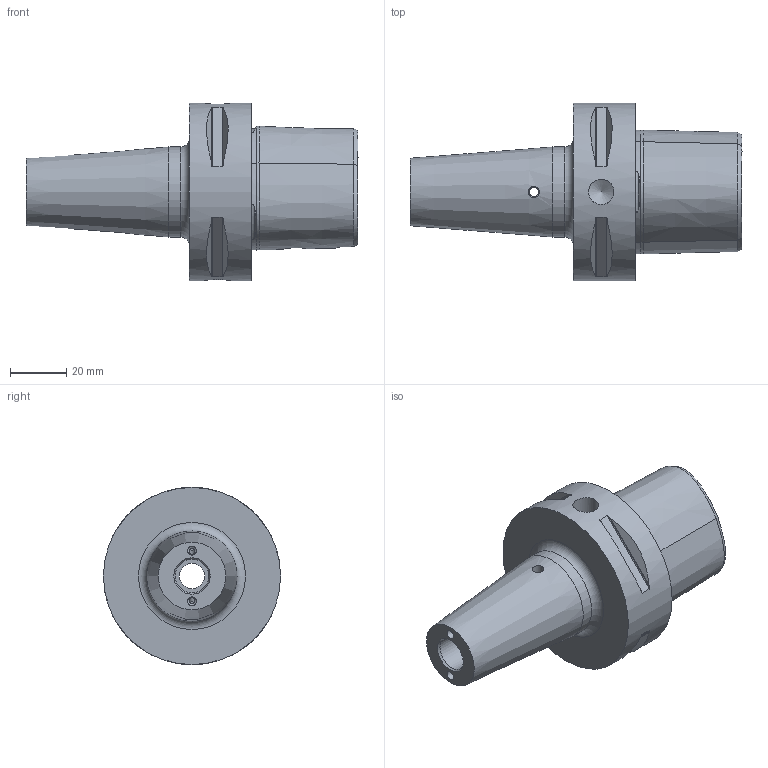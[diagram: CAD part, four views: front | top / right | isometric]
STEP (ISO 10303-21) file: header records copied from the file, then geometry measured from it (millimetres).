
FILE_DESCRIPTION(/* description */ (''),/* implementation_level */ '2;1');
FILE_NAME(/* name */ '06_12_36.stp',/* time_stamp */ '2023-01-25T11:20:20+01:00',/* author */ ('cad'),/* organization */ (''),/* preprocessor_version */ 'ST-DEVELOPER v18.1',/* originating_system */ 'Autodesk Inventor 2021',/* authorisation */ '');
FILE_SCHEMA (('AUTOMOTIVE_DESIGN { 1 0 10303 214 3 1 1 }'));
Length unit declared in the file: millimetre
Products named in the file (1): 06_12_36
Bounding box: 118 x 63 x 63 mm (x, y, z)
Volume: 124428.9 mm3; surface area: 28104 mm2
Topology: 1 solids, 1 shells, 107 faces, 315 edges, 217 vertices
Faces by surface type: plane 33, cylinder 32, cone 26, bspline 12, torus 4
Full cylindrical faces by diameter (mm): 2 x2, 3.242 x2, 3.3 x2, 4 x2, 5 x1, 8.1 x2, 8.917 x1, 9 x1, 10 x1, 12 x1, 12.5 x1, 18.376 x1, 20.3 x1, 28 x2, 32 x2, 63 x1
Entity records: 5022 total; most frequent: CARTESIAN_POINT 2200, ORIENTED_EDGE 622, DIRECTION 531, EDGE_CURVE 311, AXIS2_PLACEMENT_3D 226, VERTEX_POINT 215, EDGE_LOOP 128, CIRCLE 122
